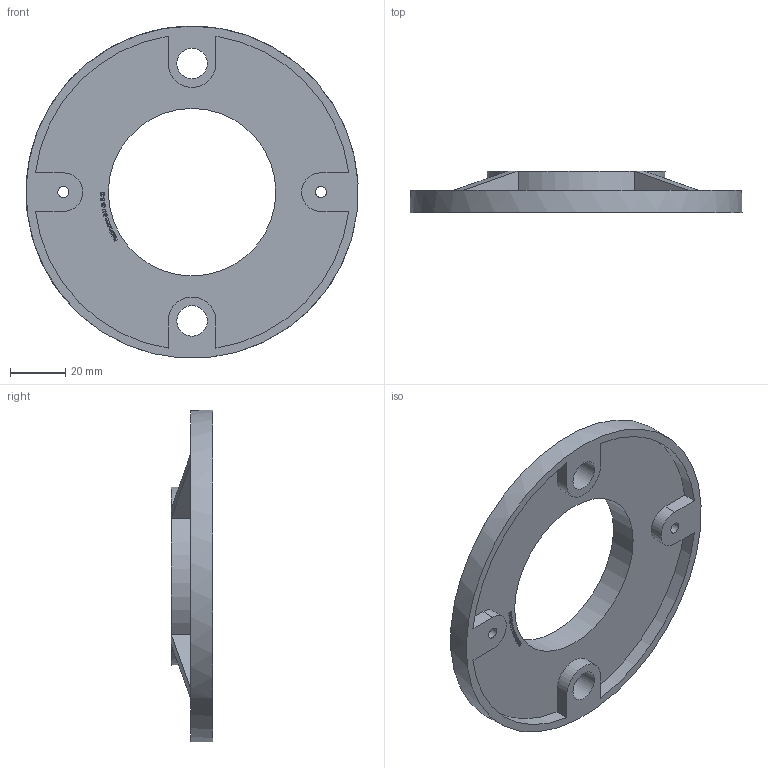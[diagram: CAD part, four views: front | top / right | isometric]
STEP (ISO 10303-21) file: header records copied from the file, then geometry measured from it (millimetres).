
FILE_DESCRIPTION (( 'STEP AP203' ), '1' );
FILE_NAME ('54148-240.step', '2023-09-08T11:12:24', ( '' ), ( '' ), 'SwSTEP 2.0', 'SolidWorks 2018', '' );
FILE_SCHEMA (( 'CONFIG_CONTROL_DESIGN' ));
Length unit declared in the file: millimetre
Products named in the file (1): 54148-240
Bounding box: 119.9 x 15 x 119.86 mm (x, y, z)
Volume: 38943.5 mm3; surface area: 26561 mm2
Topology: 1 solids, 1 shells, 278 faces, 724 edges, 475 vertices
Faces by surface type: plane 172, bspline 88, cylinder 18
Full cylindrical faces by diameter (mm): 4 x2, 11 x2, 60.5 x1, 120 x1
Entity records: 13208 total; most frequent: CARTESIAN_POINT 6912, ORIENTED_EDGE 1432, DIRECTION 957, EDGE_CURVE 716, VECTOR 497, LINE 497, VERTEX_POINT 473, EDGE_LOOP 321
